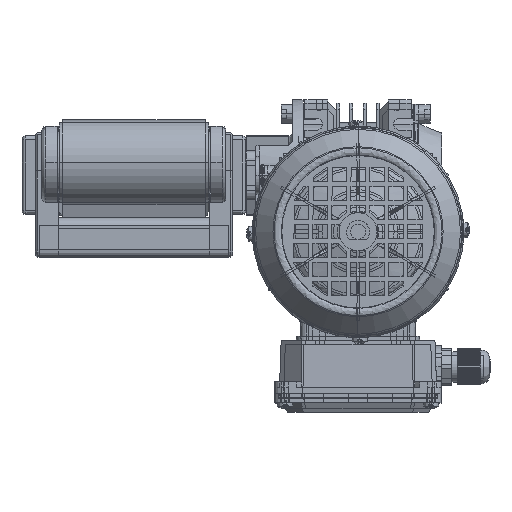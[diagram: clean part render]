
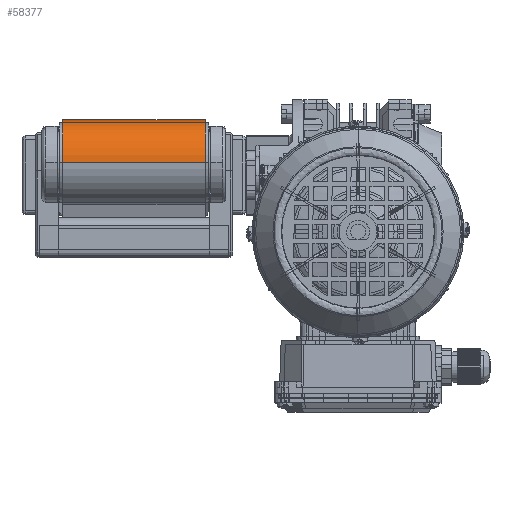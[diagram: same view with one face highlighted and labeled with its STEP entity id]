
A CAD part, top view. The second image highlights one B-rep face of the part: STEP entity #58377.
In plain terms, the highlighted cylindrical face has radius 22.3 mm (diameter 44.6 mm), a partial arc.
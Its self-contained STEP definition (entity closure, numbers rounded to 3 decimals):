
#3116 = CYLINDRICAL_SURFACE ( 'NONE', #182463, 22.3 ) ;
#3167 = DIRECTION ( 'NONE',  ( 1., 0., 0. ) ) ;
#16260 = ORIENTED_EDGE ( 'NONE', *, *, #45710, .F. ) ;
#22966 = VECTOR ( 'NONE', #131045, 1000. ) ;
#23529 = DIRECTION ( 'NONE',  ( -1., 0., 0. ) ) ;
#24819 = DIRECTION ( 'NONE',  ( -1., 0., 0. ) ) ;
#27986 = ORIENTED_EDGE ( 'NONE', *, *, #140646, .T. ) ;
#33372 = CARTESIAN_POINT ( 'NONE',  ( 2.5, 0., 3886. ) ) ;
#38305 = EDGE_CURVE ( 'NONE', #63475, #116545, #164002, .T. ) ;
#45710 = EDGE_CURVE ( 'NONE', #120051, #63475, #114219, .T. ) ;
#45879 = AXIS2_PLACEMENT_3D ( 'NONE', #115321, #174659, #135726 ) ;
#52792 = CARTESIAN_POINT ( 'NONE',  ( 77.5, 22.3, 3886. ) ) ;
#58285 = VERTEX_POINT ( 'NONE', #130754 ) ;
#58377 = ADVANCED_FACE ( 'NONE', ( #150152 ), #3116, .T. ) ;
#63475 = VERTEX_POINT ( 'NONE', #163958 ) ;
#68279 = DIRECTION ( 'NONE',  ( 0., 0., 1. ) ) ;
#74231 = ORIENTED_EDGE ( 'NONE', *, *, #155022, .T. ) ;
#75033 = CARTESIAN_POINT ( 'NONE',  ( 2.5, 0., 3908.3 ) ) ;
#85155 = CARTESIAN_POINT ( 'NONE',  ( 77.5, 22.3, 3886. ) ) ;
#96529 = CARTESIAN_POINT ( 'NONE',  ( 77.5, 0., 3886. ) ) ;
#114219 = CIRCLE ( 'NONE', #45879, 22.3 ) ;
#114291 = EDGE_LOOP ( 'NONE', ( #160410, #16260, #27986, #74231 ) ) ;
#115321 = CARTESIAN_POINT ( 'NONE',  ( 77.5, 0., 3886. ) ) ;
#115946 = VECTOR ( 'NONE', #24819, 1000. ) ;
#116545 = VERTEX_POINT ( 'NONE', #75033 ) ;
#120051 = VERTEX_POINT ( 'NONE', #52792 ) ;
#121887 = DIRECTION ( 'NONE',  ( 0., 0., 1. ) ) ;
#130754 = CARTESIAN_POINT ( 'NONE',  ( 2.5, 22.3, 3886. ) ) ;
#131045 = DIRECTION ( 'NONE',  ( -1., 0., 0. ) ) ;
#131223 = CIRCLE ( 'NONE', #153006, 22.3 ) ;
#135726 = DIRECTION ( 'NONE',  ( 0., 0., 1. ) ) ;
#140646 = EDGE_CURVE ( 'NONE', #120051, #58285, #175572, .T. ) ;
#150152 = FACE_OUTER_BOUND ( 'NONE', #114291, .T. ) ;
#153006 = AXIS2_PLACEMENT_3D ( 'NONE', #33372, #3167, #121887 ) ;
#155022 = EDGE_CURVE ( 'NONE', #58285, #116545, #131223, .T. ) ;
#160410 = ORIENTED_EDGE ( 'NONE', *, *, #38305, .F. ) ;
#163958 = CARTESIAN_POINT ( 'NONE',  ( 77.5, 0., 3908.3 ) ) ;
#164002 = LINE ( 'NONE', #176688, #22966 ) ;
#174659 = DIRECTION ( 'NONE',  ( 1., 0., 0. ) ) ;
#175572 = LINE ( 'NONE', #85155, #115946 ) ;
#176688 = CARTESIAN_POINT ( 'NONE',  ( 77.5, 0., 3908.3 ) ) ;
#182463 = AXIS2_PLACEMENT_3D ( 'NONE', #96529, #23529, #68279 ) ;
